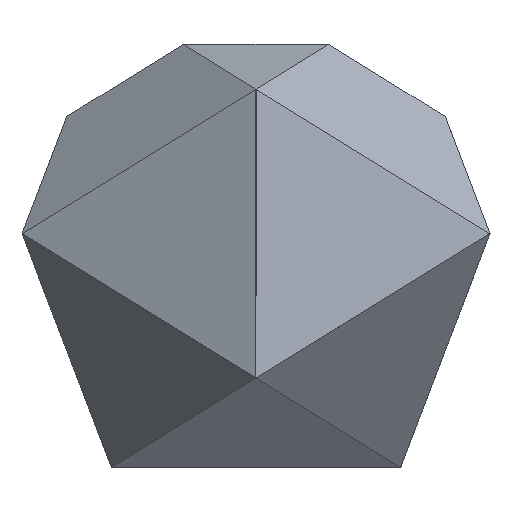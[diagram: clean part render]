
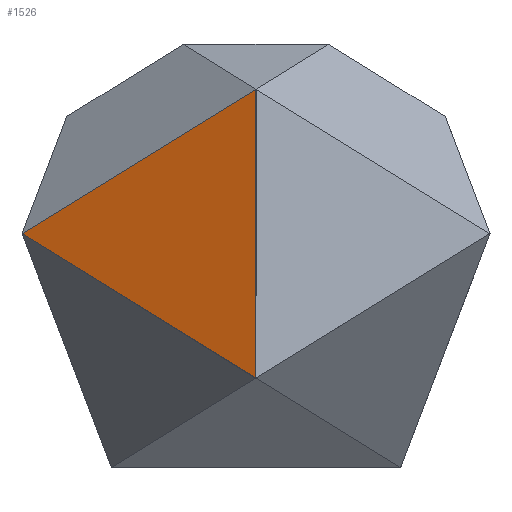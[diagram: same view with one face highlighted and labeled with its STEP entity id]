
A CAD part, left-side view. The second image highlights one B-rep face of the part: STEP entity #1526.
In plain terms, the highlighted planar face has unit normal (-0.934, 0.357, 0).
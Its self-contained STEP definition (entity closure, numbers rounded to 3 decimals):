
#93=FACE_OUTER_BOUND('',#185,.T.);
#185=EDGE_LOOP('',(#1143,#1144,#1145));
#318=LINE('',#2332,#491);
#335=LINE('',#2364,#508);
#338=LINE('',#2371,#511);
#491=VECTOR('',#1880,10.);
#508=VECTOR('',#1909,10.);
#511=VECTOR('',#1920,10.);
#661=VERTEX_POINT('',#2329);
#662=VERTEX_POINT('',#2331);
#671=VERTEX_POINT('',#2362);
#823=EDGE_CURVE('',#661,#662,#318,.T.);
#840=EDGE_CURVE('',#671,#661,#335,.T.);
#843=EDGE_CURVE('',#662,#671,#338,.T.);
#1143=ORIENTED_EDGE('',*,*,#823,.F.);
#1144=ORIENTED_EDGE('',*,*,#840,.F.);
#1145=ORIENTED_EDGE('',*,*,#843,.F.);
#1443=PLANE('',#1659);
#1526=ADVANCED_FACE('',(#93),#1443,.F.);
#1659=AXIS2_PLACEMENT_3D('',#2370,#1918,#1919);
#1880=DIRECTION('',(0.,0.,-1.));
#1909=DIRECTION('',(-0.309,-0.809,0.5));
#1918=DIRECTION('center_axis',(0.934,-0.357,0.));
#1919=DIRECTION('ref_axis',(0.354,0.926,-0.135));
#1920=DIRECTION('',(0.309,0.809,0.5));
#2329=CARTESIAN_POINT('',(-16.18,0.,10.));
#2331=CARTESIAN_POINT('',(-16.18,0.,-10.));
#2332=CARTESIAN_POINT('',(-16.18,0.,10.));
#2362=CARTESIAN_POINT('',(-10.,16.181,0.));
#2364=CARTESIAN_POINT('',(-10.,16.181,0.));
#2370=CARTESIAN_POINT('Origin',(-14.12,5.394,0.));
#2371=CARTESIAN_POINT('',(-16.18,0.,-10.));
